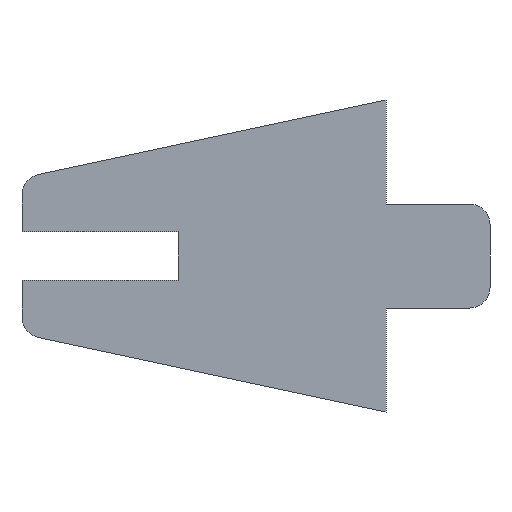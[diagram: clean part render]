
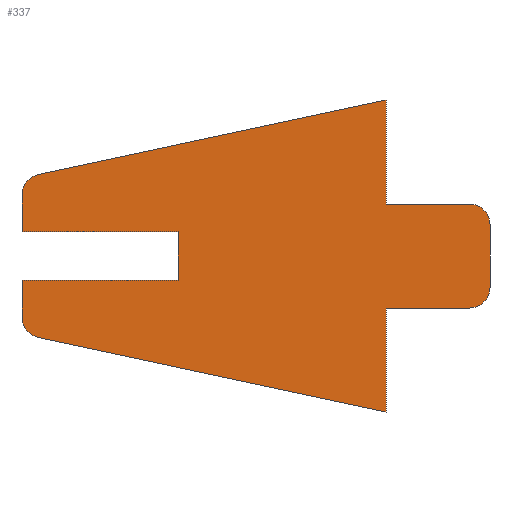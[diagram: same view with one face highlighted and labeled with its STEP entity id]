
A CAD part, left-side view. The second image highlights one B-rep face of the part: STEP entity #337.
In plain terms, the highlighted planar face has unit normal (-1, 0, 0).
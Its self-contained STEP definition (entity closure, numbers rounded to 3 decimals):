
#16=CIRCLE('',#370,2.);
#17=CIRCLE('',#372,2.);
#18=CIRCLE('',#373,2.);
#19=CIRCLE('',#374,2.);
#31=FACE_OUTER_BOUND('',#49,.T.);
#49=EDGE_LOOP('',(#239,#240,#241,#242,#243,#244,#245,#246,#247,#248,#249,
#250,#251,#252,#253,#254));
#63=LINE('',#489,#103);
#67=LINE('',#497,#107);
#70=LINE('',#503,#110);
#75=LINE('',#518,#115);
#76=LINE('',#522,#116);
#77=LINE('',#524,#117);
#78=LINE('',#526,#118);
#79=LINE('',#529,#119);
#80=LINE('',#531,#120);
#81=LINE('',#535,#121);
#82=LINE('',#537,#122);
#83=LINE('',#538,#123);
#103=VECTOR('',#395,10.);
#107=VECTOR('',#401,10.);
#110=VECTOR('',#406,10.);
#115=VECTOR('',#419,10.);
#116=VECTOR('',#422,10.);
#117=VECTOR('',#423,10.);
#118=VECTOR('',#424,10.);
#119=VECTOR('',#427,10.);
#120=VECTOR('',#428,10.);
#121=VECTOR('',#431,10.);
#122=VECTOR('',#432,10.);
#123=VECTOR('',#433,10.);
#143=VERTEX_POINT('',#487);
#144=VERTEX_POINT('',#488);
#147=VERTEX_POINT('',#496);
#149=VERTEX_POINT('',#502);
#153=VERTEX_POINT('',#511);
#154=VERTEX_POINT('',#513);
#155=VERTEX_POINT('',#517);
#156=VERTEX_POINT('',#519);
#157=VERTEX_POINT('',#521);
#158=VERTEX_POINT('',#523);
#159=VERTEX_POINT('',#525);
#160=VERTEX_POINT('',#527);
#161=VERTEX_POINT('',#530);
#162=VERTEX_POINT('',#532);
#163=VERTEX_POINT('',#534);
#164=VERTEX_POINT('',#536);
#175=EDGE_CURVE('',#143,#144,#63,.T.);
#179=EDGE_CURVE('',#147,#144,#67,.T.);
#182=EDGE_CURVE('',#147,#149,#70,.T.);
#187=EDGE_CURVE('',#153,#154,#16,.T.);
#189=EDGE_CURVE('',#155,#153,#75,.T.);
#190=EDGE_CURVE('',#156,#155,#17,.T.);
#191=EDGE_CURVE('',#157,#156,#76,.T.);
#192=EDGE_CURVE('',#157,#158,#77,.T.);
#193=EDGE_CURVE('',#159,#158,#78,.T.);
#194=EDGE_CURVE('',#160,#159,#18,.T.);
#195=EDGE_CURVE('',#149,#160,#79,.T.);
#196=EDGE_CURVE('',#143,#161,#80,.T.);
#197=EDGE_CURVE('',#162,#161,#19,.T.);
#198=EDGE_CURVE('',#162,#163,#81,.T.);
#199=EDGE_CURVE('',#163,#164,#82,.T.);
#200=EDGE_CURVE('',#154,#164,#83,.T.);
#239=ORIENTED_EDGE('',*,*,#187,.F.);
#240=ORIENTED_EDGE('',*,*,#189,.F.);
#241=ORIENTED_EDGE('',*,*,#190,.F.);
#242=ORIENTED_EDGE('',*,*,#191,.F.);
#243=ORIENTED_EDGE('',*,*,#192,.T.);
#244=ORIENTED_EDGE('',*,*,#193,.F.);
#245=ORIENTED_EDGE('',*,*,#194,.F.);
#246=ORIENTED_EDGE('',*,*,#195,.F.);
#247=ORIENTED_EDGE('',*,*,#182,.F.);
#248=ORIENTED_EDGE('',*,*,#179,.T.);
#249=ORIENTED_EDGE('',*,*,#175,.F.);
#250=ORIENTED_EDGE('',*,*,#196,.T.);
#251=ORIENTED_EDGE('',*,*,#197,.F.);
#252=ORIENTED_EDGE('',*,*,#198,.T.);
#253=ORIENTED_EDGE('',*,*,#199,.T.);
#254=ORIENTED_EDGE('',*,*,#200,.F.);
#322=PLANE('',#371);
#337=ADVANCED_FACE('',(#31),#322,.F.);
#370=AXIS2_PLACEMENT_3D('',#514,#414,#415);
#371=AXIS2_PLACEMENT_3D('',#516,#417,#418);
#372=AXIS2_PLACEMENT_3D('',#520,#420,#421);
#373=AXIS2_PLACEMENT_3D('',#528,#425,#426);
#374=AXIS2_PLACEMENT_3D('',#533,#429,#430);
#395=DIRECTION('',(0.,-1.,0.));
#401=DIRECTION('',(0.,0.,-1.));
#406=DIRECTION('',(0.,1.,0.));
#414=DIRECTION('center_axis',(1.,0.,0.));
#415=DIRECTION('ref_axis',(0.,-0.707,-0.707));
#417=DIRECTION('center_axis',(1.,0.,0.));
#418=DIRECTION('ref_axis',(0.,0.,-1.));
#419=DIRECTION('',(0.,0.,-1.));
#420=DIRECTION('center_axis',(1.,0.,0.));
#421=DIRECTION('ref_axis',(0.,-0.707,0.707));
#422=DIRECTION('',(0.,-1.,0.));
#423=DIRECTION('',(0.,0.,1.));
#424=DIRECTION('',(0.,-0.978,0.21));
#425=DIRECTION('center_axis',(1.,0.,0.));
#426=DIRECTION('ref_axis',(0.,0.778,0.629));
#427=DIRECTION('',(0.,0.,1.));
#428=DIRECTION('',(0.,0.,-1.));
#429=DIRECTION('center_axis',(1.,0.,0.));
#430=DIRECTION('ref_axis',(0.,0.778,-0.629));
#431=DIRECTION('',(0.,-0.978,-0.21));
#432=DIRECTION('',(0.,0.,1.));
#433=DIRECTION('',(0.,1.,0.));
#487=CARTESIAN_POINT('',(0.,35.,62.65));
#488=CARTESIAN_POINT('',(0.,20.,62.65));
#489=CARTESIAN_POINT('',(0.,20.,62.65));
#496=CARTESIAN_POINT('',(0.,20.,67.35));
#497=CARTESIAN_POINT('',(0.,20.,67.5));
#502=CARTESIAN_POINT('',(0.,35.,67.35));
#503=CARTESIAN_POINT('',(0.,35.,67.35));
#511=CARTESIAN_POINT('',(0.,-10.,62.));
#513=CARTESIAN_POINT('',(0.,-8.,60.));
#514=CARTESIAN_POINT('Origin',(0.,-8.,62.));
#516=CARTESIAN_POINT('Origin',(0.,12.5,65.));
#517=CARTESIAN_POINT('',(0.,-10.,68.));
#518=CARTESIAN_POINT('',(0.,-10.,70.));
#519=CARTESIAN_POINT('',(0.,-8.,70.));
#520=CARTESIAN_POINT('Origin',(0.,-8.,68.));
#521=CARTESIAN_POINT('',(0.,0.,70.));
#522=CARTESIAN_POINT('',(0.,0.,70.));
#523=CARTESIAN_POINT('',(0.,0.,80.));
#524=CARTESIAN_POINT('',(0.,0.,50.));
#525=CARTESIAN_POINT('',(0.,33.419,72.839));
#526=CARTESIAN_POINT('',(0.,35.,72.5));
#527=CARTESIAN_POINT('',(0.,35.,70.883));
#528=CARTESIAN_POINT('Origin',(0.,33.,70.883));
#529=CARTESIAN_POINT('',(0.,35.,67.5));
#530=CARTESIAN_POINT('',(0.,35.,59.117));
#531=CARTESIAN_POINT('',(0.,35.,62.5));
#532=CARTESIAN_POINT('',(0.,33.419,57.161));
#533=CARTESIAN_POINT('Origin',(0.,33.,59.117));
#534=CARTESIAN_POINT('',(0.,0.,50.));
#535=CARTESIAN_POINT('',(0.,35.,57.5));
#536=CARTESIAN_POINT('',(0.,0.,60.));
#537=CARTESIAN_POINT('',(0.,0.,50.));
#538=CARTESIAN_POINT('',(0.,-10.,60.));
